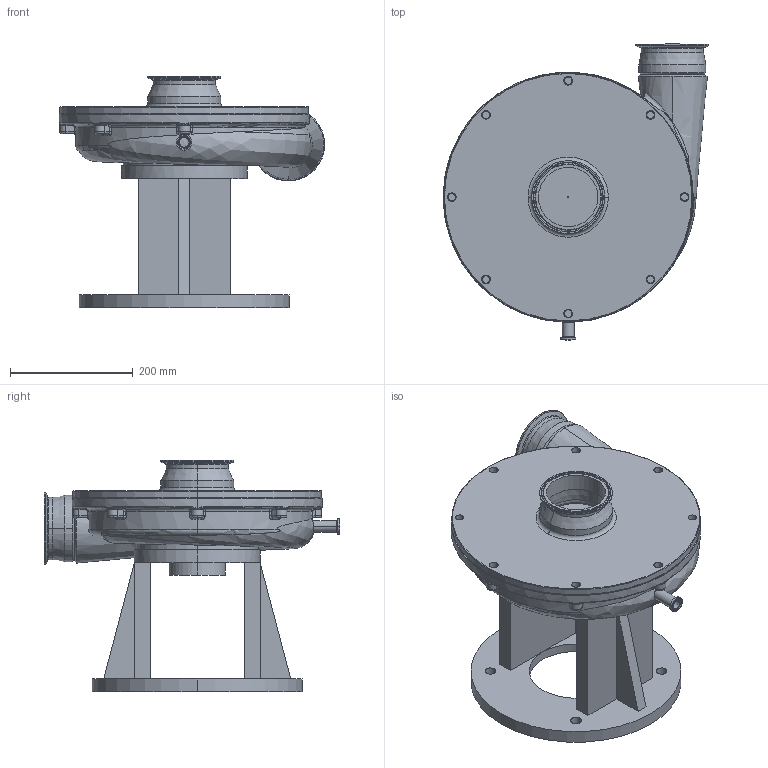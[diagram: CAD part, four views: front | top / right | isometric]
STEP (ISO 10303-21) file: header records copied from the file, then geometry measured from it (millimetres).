
FILE_DESCRIPTION (( 'STEP AP214' ), '1' );
FILE_NAME ('FP 1161 320TC VERT 3-4 IN STR DRAIN.STEP', '2023-04-27T13:54:33', ( '' ), ( '' ), 'SwSTEP 2.0', 'SolidWorks 2023', '' );
FILE_SCHEMA (( 'AUTOMOTIVE_DESIGN' ));
Length unit declared in the file: millimetre
Products named in the file (1): FP 1161 320TC VERT 3-4 IN STR DRAIN
Bounding box: 433.45 x 483 x 378 mm (x, y, z)
Volume: 9066361.7 mm3; surface area: 1175777.4 mm2
Topology: 1 solids, 1 shells, 463 faces, 1060 edges, 634 vertices
Faces by surface type: cylinder 163, plane 95, torus 84, bspline 68, cone 50, sphere 3
Entity records: 22119 total; most frequent: CARTESIAN_POINT 11835, DIRECTION 2255, ORIENTED_EDGE 2088, EDGE_CURVE 1044, AXIS2_PLACEMENT_3D 980, VERTEX_POINT 631, CIRCLE 584, EDGE_LOOP 527
